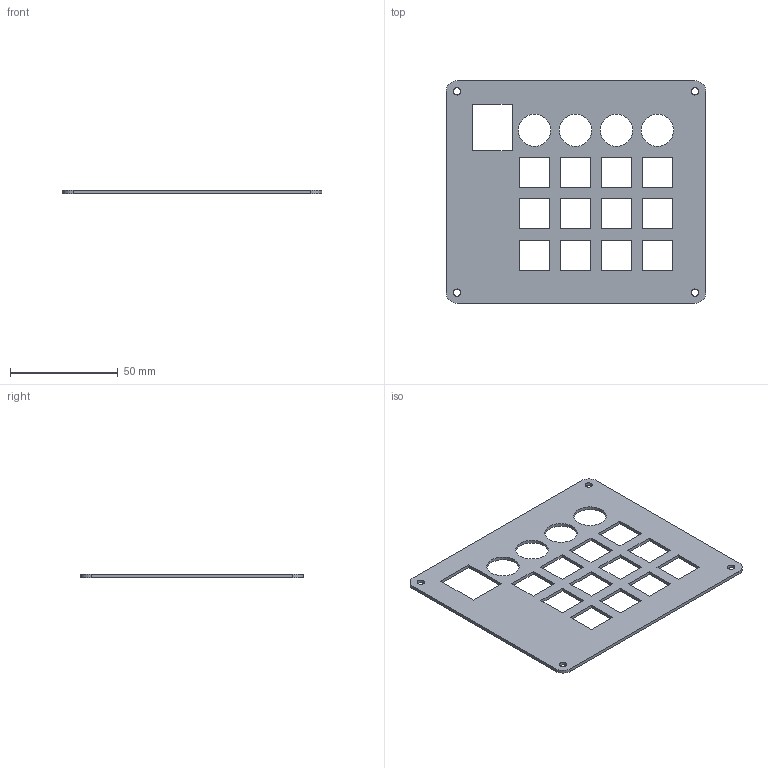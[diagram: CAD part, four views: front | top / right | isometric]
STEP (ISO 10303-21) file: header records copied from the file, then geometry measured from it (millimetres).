
FILE_DESCRIPTION(/* description */ ('STEP AP242','CAx-IF Rec.Pracs.---Representation and Presentation of Product Manufacturing Information (PMI)---4.0---2014-10-13','CAx-IF Rec.Pracs.---3D Tessellated Geometry---0.4---2014-09-14','2;1'),/* implementation_level */ '2;1');
FILE_NAME(/* name */ '67bd543847780b0ac97be8f4',/* time_stamp */ '2025-02-25T05:25:13Z',/* author */ (''),/* organization */ (''),/* preprocessor_version */ 'ST-DEVELOPER v20',/* originating_system */ 'ONSHAPE BY PTC INC, 1.194',/* authorisation */ ' ');
FILE_SCHEMA (('AP242_MANAGED_MODEL_BASED_3D_ENGINEERING_MIM_LF { 1 0 10303 442 1 1 4 }'));
Length unit declared in the file: metre
Products named in the file (2): Top; Part 62
Assembly tree (1 placements, depth 2):
  Top
    Part 62
Bounding box: 120.5 x 103.5 x 1.5 mm (x, y, z)
Volume: 13450.9 mm3; surface area: 20066.4 mm2
Topology: 1 solids, 1 shells, 70 faces, 204 edges, 136 vertices
Faces by surface type: plane 58, cylinder 12
Full cylindrical faces by diameter (mm): 3.4 x4, 15 x4
Entity records: 2377 total; most frequent: CARTESIAN_POINT 404, ORIENTED_EDGE 392, DIRECTION 364, EDGE_CURVE 196, LINE 172, VECTOR 172, VERTEX_POINT 136, EDGE_LOOP 120
